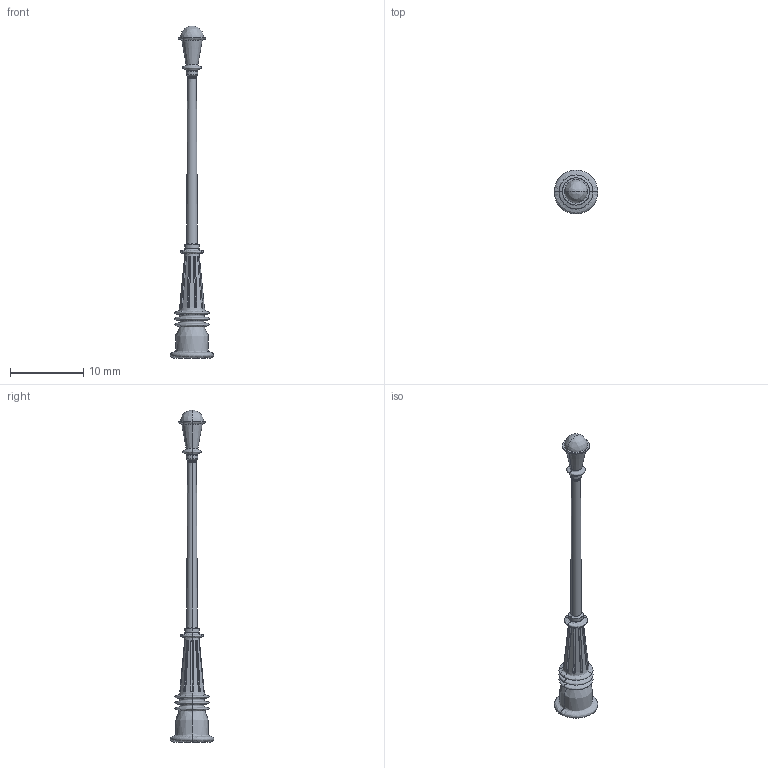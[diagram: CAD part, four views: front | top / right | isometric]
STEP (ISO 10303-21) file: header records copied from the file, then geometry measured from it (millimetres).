
FILE_DESCRIPTION(/* description */ (''),/* implementation_level */ '2;1');
FILE_NAME(/* name */ 'scale decorative lamp post v3',/* time_stamp */ '2025-04-16T17:40:55-04:00',/* author */ (''),/* organization */ (''),/* preprocessor_version */ 'ST-DEVELOPER v19.2',/* originating_system */ 'Rhino 8.18',/* authorisation */ '');
FILE_SCHEMA (('CONFIG_CONTROL_DESIGN'));
Length unit declared in the file: inch
Products named in the file (1): Document
Bounding box: 5.95 x 5.95 x 45.28 mm (x, y, z)
Volume: 180.4 mm3; surface area: 432.5 mm2
Topology: 3 solids, 3 shells, 83 faces, 209 edges, 109 vertices
Faces by surface type: bspline 67, plane 10, cylinder 6
Entity records: 5130 total; most frequent: CARTESIAN_POINT 3797, ORIENTED_EDGE 354, EDGE_CURVE 177, VERTEX_POINT 109, DIRECTION 108, EDGE_LOOP 92, ADVANCED_FACE 83, FACE_OUTER_BOUND 83
